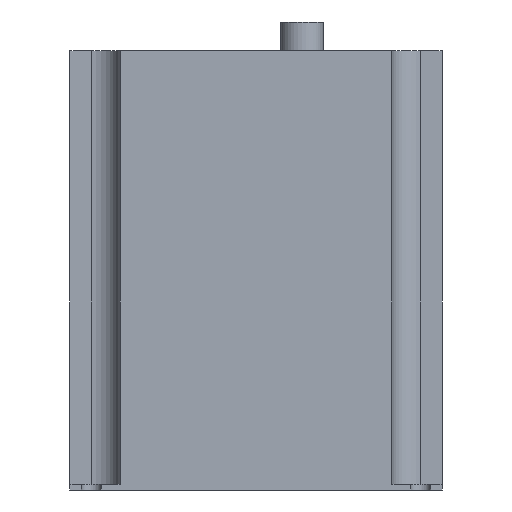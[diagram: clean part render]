
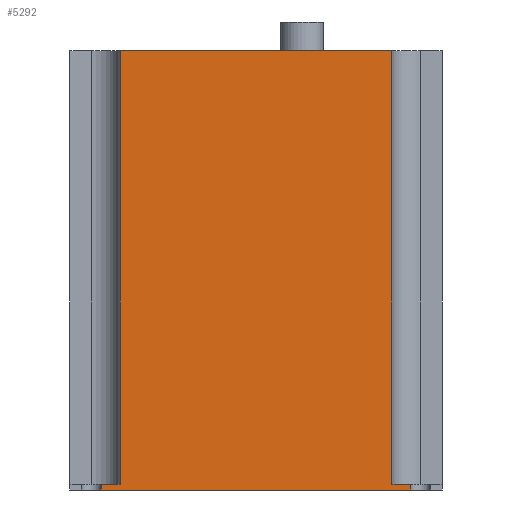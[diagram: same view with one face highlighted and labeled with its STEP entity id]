
A CAD part, front view. The second image highlights one B-rep face of the part: STEP entity #5292.
In plain terms, the highlighted planar face has unit normal (0, -1, 0).
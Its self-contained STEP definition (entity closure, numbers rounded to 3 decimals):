
#111 = DIRECTION ( 'NONE',  ( 1., 0., 0. ) ) ;
#143 = VERTEX_POINT ( 'NONE', #4816 ) ;
#241 = VECTOR ( 'NONE', #4701, 1000. ) ;
#398 = LINE ( 'NONE', #1613, #241 ) ;
#514 = DIRECTION ( 'NONE',  ( 0., 0., 1. ) ) ;
#561 = VECTOR ( 'NONE', #514, 1000. ) ;
#651 = CARTESIAN_POINT ( 'NONE',  ( -65., -132., 153.5 ) ) ;
#786 = CARTESIAN_POINT ( 'NONE',  ( -47.5, -132., -26.575 ) ) ;
#839 = EDGE_CURVE ( 'NONE', #6462, #5450, #1879, .T. ) ;
#848 = CARTESIAN_POINT ( 'NONE',  ( -65., -132., 153.5 ) ) ;
#1007 = DIRECTION ( 'NONE',  ( 0., 0., 1. ) ) ;
#1176 = ORIENTED_EDGE ( 'NONE', *, *, #1572, .F. ) ;
#1185 = LINE ( 'NONE', #3412, #4081 ) ;
#1239 = EDGE_CURVE ( 'NONE', #1803, #4111, #1185, .T. ) ;
#1572 = EDGE_CURVE ( 'NONE', #4111, #143, #398, .T. ) ;
#1613 = CARTESIAN_POINT ( 'NONE',  ( -65., -132., 2. ) ) ;
#1641 = CARTESIAN_POINT ( 'NONE',  ( -47.5, -132., 153.5 ) ) ;
#1793 = DIRECTION ( 'NONE',  ( 0., 1., 0. ) ) ;
#1803 = VERTEX_POINT ( 'NONE', #1938 ) ;
#1862 = DIRECTION ( 'NONE',  ( 0., 0., 1. ) ) ;
#1879 = LINE ( 'NONE', #4503, #561 ) ;
#1929 = CARTESIAN_POINT ( 'NONE',  ( 47.5, -132., -26.575 ) ) ;
#1934 = ORIENTED_EDGE ( 'NONE', *, *, #2942, .T. ) ;
#1938 = CARTESIAN_POINT ( 'NONE',  ( -54., -132., 0. ) ) ;
#2039 = CARTESIAN_POINT ( 'NONE',  ( 54., -132., 2. ) ) ;
#2152 = LINE ( 'NONE', #848, #4660 ) ;
#2251 = PLANE ( 'NONE',  #6331 ) ;
#2446 = ORIENTED_EDGE ( 'NONE', *, *, #3050, .F. ) ;
#2755 = VECTOR ( 'NONE', #6297, 1000. ) ;
#2874 = DIRECTION ( 'NONE',  ( 1., 0., 0. ) ) ;
#2942 = EDGE_CURVE ( 'NONE', #4091, #6428, #3354, .T. ) ;
#3050 = EDGE_CURVE ( 'NONE', #4091, #5450, #6490, .T. ) ;
#3095 = CARTESIAN_POINT ( 'NONE',  ( 65., -132., 2. ) ) ;
#3121 = EDGE_LOOP ( 'NONE', ( #3579, #2446, #1934, #3511, #4717, #1176, #4312, #4360 ) ) ;
#3223 = VECTOR ( 'NONE', #4251, 1000. ) ;
#3248 = CARTESIAN_POINT ( 'NONE',  ( -65., -132., 0. ) ) ;
#3354 = LINE ( 'NONE', #1929, #4206 ) ;
#3412 = CARTESIAN_POINT ( 'NONE',  ( -54., -132., 0. ) ) ;
#3483 = EDGE_CURVE ( 'NONE', #4730, #6428, #2152, .T. ) ;
#3511 = ORIENTED_EDGE ( 'NONE', *, *, #3483, .F. ) ;
#3579 = ORIENTED_EDGE ( 'NONE', *, *, #839, .T. ) ;
#3751 = DIRECTION ( 'NONE',  ( 0., 0., 1. ) ) ;
#3776 = FACE_OUTER_BOUND ( 'NONE', #3121, .T. ) ;
#3819 = CARTESIAN_POINT ( 'NONE',  ( 47.5, -132., 153.5 ) ) ;
#4081 = VECTOR ( 'NONE', #1862, 1000. ) ;
#4091 = VERTEX_POINT ( 'NONE', #6480 ) ;
#4111 = VERTEX_POINT ( 'NONE', #4563 ) ;
#4206 = VECTOR ( 'NONE', #1007, 1000. ) ;
#4251 = DIRECTION ( 'NONE',  ( 1., 0., 0. ) ) ;
#4312 = ORIENTED_EDGE ( 'NONE', *, *, #1239, .F. ) ;
#4360 = ORIENTED_EDGE ( 'NONE', *, *, #5221, .T. ) ;
#4503 = CARTESIAN_POINT ( 'NONE',  ( 54., -132., 0. ) ) ;
#4546 = LINE ( 'NONE', #3248, #3223 ) ;
#4563 = CARTESIAN_POINT ( 'NONE',  ( -54., -132., 2. ) ) ;
#4660 = VECTOR ( 'NONE', #2874, 1000. ) ;
#4701 = DIRECTION ( 'NONE',  ( 1., 0., 0. ) ) ;
#4717 = ORIENTED_EDGE ( 'NONE', *, *, #4824, .F. ) ;
#4730 = VERTEX_POINT ( 'NONE', #1641 ) ;
#4816 = CARTESIAN_POINT ( 'NONE',  ( -47.5, -132., 2. ) ) ;
#4824 = EDGE_CURVE ( 'NONE', #143, #4730, #5581, .T. ) ;
#4949 = CARTESIAN_POINT ( 'NONE',  ( 54., -132., 0. ) ) ;
#4994 = VECTOR ( 'NONE', #111, 1000. ) ;
#5221 = EDGE_CURVE ( 'NONE', #1803, #6462, #4546, .T. ) ;
#5292 = ADVANCED_FACE ( 'NONE', ( #3776 ), #2251, .F. ) ;
#5450 = VERTEX_POINT ( 'NONE', #2039 ) ;
#5581 = LINE ( 'NONE', #786, #2755 ) ;
#6297 = DIRECTION ( 'NONE',  ( 0., 0., 1. ) ) ;
#6331 = AXIS2_PLACEMENT_3D ( 'NONE', #651, #1793, #3751 ) ;
#6428 = VERTEX_POINT ( 'NONE', #3819 ) ;
#6462 = VERTEX_POINT ( 'NONE', #4949 ) ;
#6480 = CARTESIAN_POINT ( 'NONE',  ( 47.5, -132., 2. ) ) ;
#6490 = LINE ( 'NONE', #3095, #4994 ) ;
